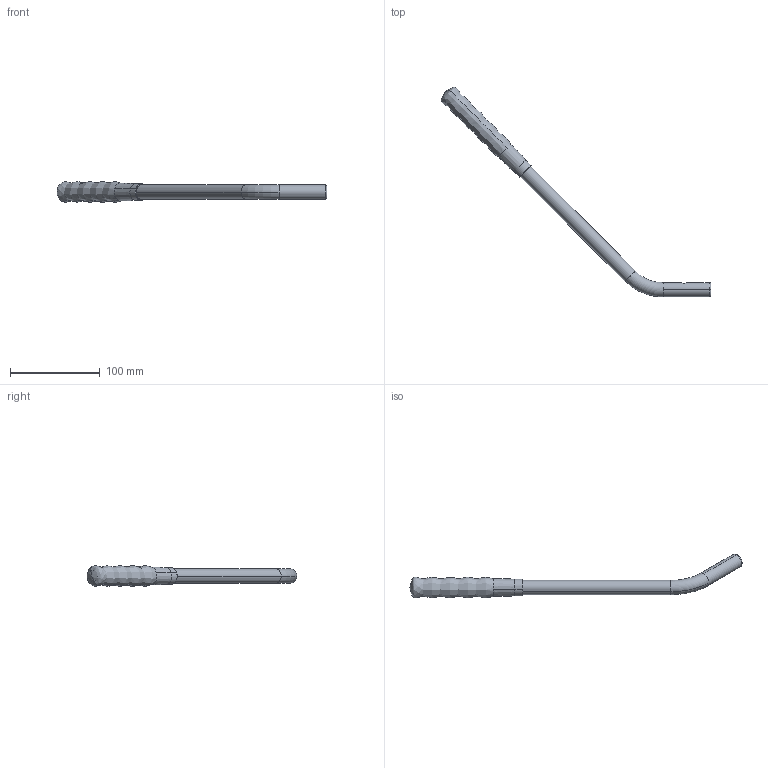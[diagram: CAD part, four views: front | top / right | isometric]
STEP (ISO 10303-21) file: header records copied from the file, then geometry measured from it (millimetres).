
FILE_DESCRIPTION (( 'STEP AP214' ), '1' );
FILE_NAME ('4303103.STEP', '2024-09-10T09:27:56', ( '' ), ( '' ), 'SwSTEP 2.0', 'SolidWorks 2016', '' );
FILE_SCHEMA (( 'AUTOMOTIVE_DESIGN' ));
Length unit declared in the file: millimetre
Products named in the file (1): 4303103
Bounding box: 301.27 x 234.29 x 23.42 mm (x, y, z)
Volume: 88016.8 mm3; surface area: 35616.1 mm2
Topology: 2 solids, 2 shells, 33 faces, 76 edges, 43 vertices
Faces by surface type: cylinder 12, torus 8, cone 6, bspline 4, plane 3
Entity records: 2640 total; most frequent: CARTESIAN_POINT 1517, DIRECTION 164, ORIENTED_EDGE 140, AXIS2_PLACEMENT_3D 74, EDGE_CURVE 70, CIRCLE 44, VERTEX_POINT 43, UNCERTAINTY_MEASURE_WITH_UNIT 37
